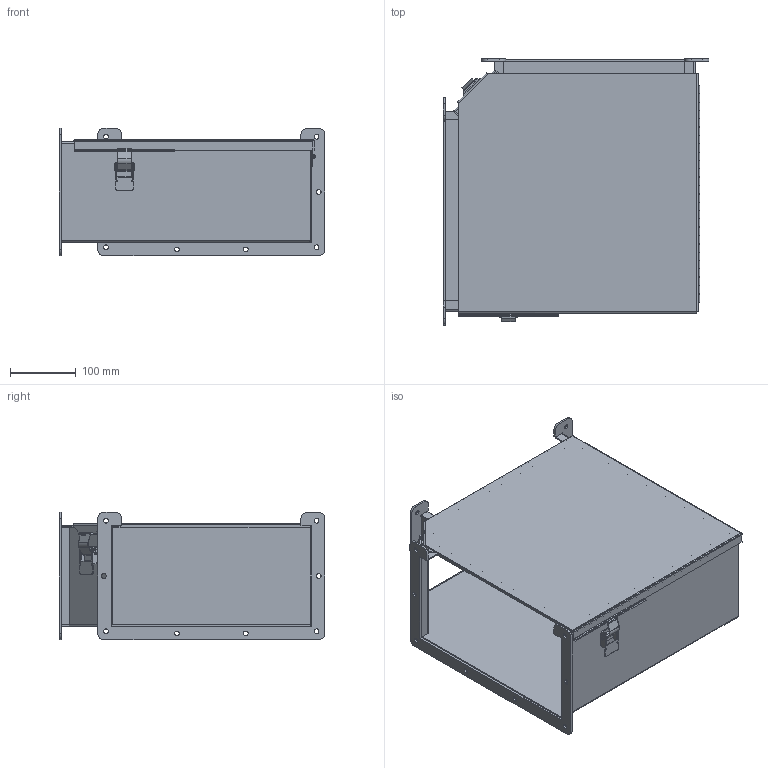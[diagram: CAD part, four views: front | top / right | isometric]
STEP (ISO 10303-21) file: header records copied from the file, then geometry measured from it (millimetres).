
FILE_DESCRIPTION(/* description */ ('LJWLA, TUB,CS, 6X12'),/* implementation_level */ '2;1');
FILE_NAME(/* name */ 'LJWL90126A.stp',/* time_stamp */ '2017-04-03T17:15:46+06:00',/* author */ ('bjayachandran'),/* organization */ (''),/* preprocessor_version */ 'ST-DEVELOPER v16.1',/* originating_system */ 'Autodesk Inventor 2016',/* authorisation */ '');
FILE_SCHEMA (('AUTOMOTIVE_DESIGN { 1 0 10303 214 3 1 1 }'));
Length unit declared in the file: inch
Products named in the file (17): LJWL90126AMAIN; LJWL90126AMIDPLT; LJWL9012ALID; 328124LH; 328124P; 328124TH; 328124; PART1; PART2; PART3; PART4; PART5; 35011; LJWL90126AGASKET; LJW126RINGP; LJWTAB; LJWL90126A
Assembly tree (19 placements, depth 3):
  LJWL90126A
    LJWL90126AMAIN
    LJWL90126AMIDPLT
    LJWL9012ALID
    328124
      328124LH
      328124P
      328124TH
    35011  x2
      PART1
      PART2
      PART3
      PART4
      PART5
    LJWL90126AGASKET
    LJW126RINGP  x2
    LJWTAB  x2
Bounding box: 404.82 x 404.81 x 193.68 mm (x, y, z)
Volume: 1000140.6 mm3; surface area: 1028132 mm2
Topology: 21 solids, 21 shells, 551 faces, 1439 edges, 930 vertices
Faces by surface type: plane 348, cylinder 187, bspline 16
Full cylindrical faces by diameter (mm): 2.54 x1, 2.957 x26, 3.454 x4, 3.946 x12, 4.286 x8, 7.144 x16
Entity records: 13676 total; most frequent: CARTESIAN_POINT 2823, DIRECTION 2136, ORIENTED_EDGE 2048, EDGE_CURVE 1024, LINE 754, VECTOR 754, AXIS2_PLACEMENT_3D 691, VERTEX_POINT 686
